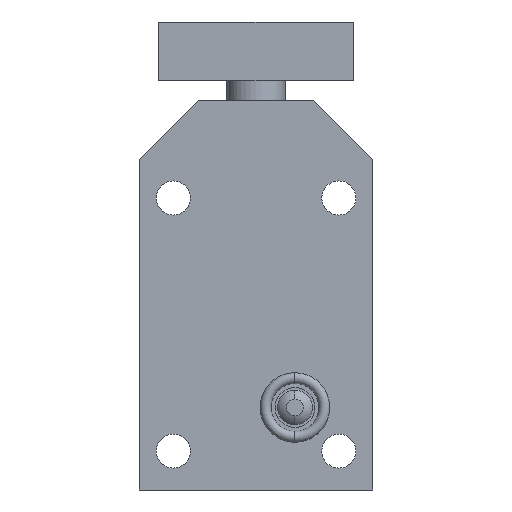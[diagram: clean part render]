
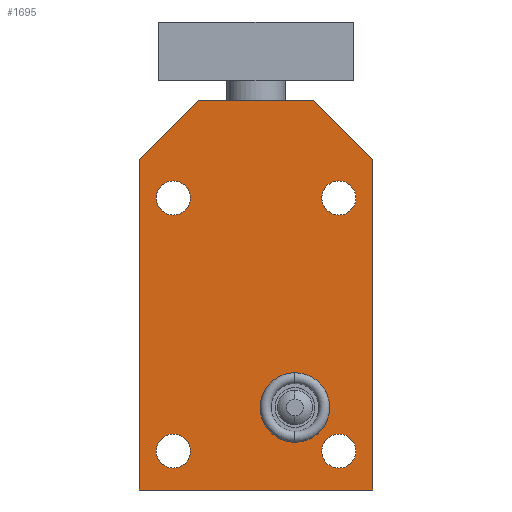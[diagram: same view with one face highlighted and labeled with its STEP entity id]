
A CAD part, front view. The second image highlights one B-rep face of the part: STEP entity #1695.
In plain terms, the highlighted planar face has unit normal (0, -1, 0).
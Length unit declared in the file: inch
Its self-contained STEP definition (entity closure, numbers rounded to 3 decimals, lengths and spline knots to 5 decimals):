
#158=DIRECTION('',(0.,0.,-1.));
#159=VECTOR('',#158,2.12);
#160=CARTESIAN_POINT('',(0.75,-0.488,-0.38));
#161=LINE('',#160,#159);
#162=CARTESIAN_POINT('',(-0.531,-0.488,-0.625));
#163=DIRECTION('',(0.,-1.,0.));
#164=DIRECTION('',(1.,0.,0.));
#165=AXIS2_PLACEMENT_3D('',#162,#163,#164);
#167=CARTESIAN_POINT('',(-0.531,-0.488,-0.625));
#168=DIRECTION('',(0.,-1.,0.));
#169=DIRECTION('',(-1.,0.,0.));
#170=AXIS2_PLACEMENT_3D('',#167,#168,#169);
#172=CARTESIAN_POINT('',(-0.531,-0.488,-2.25));
#173=DIRECTION('',(0.,-1.,0.));
#174=DIRECTION('',(1.,0.,0.));
#175=AXIS2_PLACEMENT_3D('',#172,#173,#174);
#177=CARTESIAN_POINT('',(-0.531,-0.488,-2.25));
#178=DIRECTION('',(0.,-1.,0.));
#179=DIRECTION('',(-1.,0.,0.));
#180=AXIS2_PLACEMENT_3D('',#177,#178,#179);
#182=CARTESIAN_POINT('',(0.532,-0.488,-0.625));
#183=DIRECTION('',(0.,-1.,0.));
#184=DIRECTION('',(1.,0.,0.));
#185=AXIS2_PLACEMENT_3D('',#182,#183,#184);
#187=CARTESIAN_POINT('',(0.532,-0.488,-0.625));
#188=DIRECTION('',(0.,-1.,0.));
#189=DIRECTION('',(-1.,0.,0.));
#190=AXIS2_PLACEMENT_3D('',#187,#188,#189);
#192=CARTESIAN_POINT('',(0.532,-0.488,-2.25));
#193=DIRECTION('',(0.,-1.,0.));
#194=DIRECTION('',(1.,0.,0.));
#195=AXIS2_PLACEMENT_3D('',#192,#193,#194);
#197=CARTESIAN_POINT('',(0.532,-0.488,-2.25));
#198=DIRECTION('',(0.,-1.,0.));
#199=DIRECTION('',(-1.,0.,0.));
#200=AXIS2_PLACEMENT_3D('',#197,#198,#199);
#202=CARTESIAN_POINT('',(0.25,-0.488,-1.97));
#203=DIRECTION('',(0.,-1.,0.));
#204=DIRECTION('',(-1.,0.,0.));
#205=AXIS2_PLACEMENT_3D('',#202,#203,#204);
#207=CARTESIAN_POINT('',(0.25,-0.488,-1.97));
#208=DIRECTION('',(0.,-1.,0.));
#209=DIRECTION('',(1.,0.,0.));
#210=AXIS2_PLACEMENT_3D('',#207,#208,#209);
#212=DIRECTION('',(-1.,0.,0.));
#213=VECTOR('',#212,0.74);
#214=CARTESIAN_POINT('',(0.37,-0.488,0.));
#215=LINE('',#214,#213);
#242=DIRECTION('',(0.707,0.,-0.707));
#243=VECTOR('',#242,0.5374);
#244=CARTESIAN_POINT('',(0.37,-0.488,0.));
#245=LINE('',#244,#243);
#610=DIRECTION('',(-0.707,0.,-0.707));
#611=VECTOR('',#610,0.5374);
#612=CARTESIAN_POINT('',(-0.37,-0.488,0.));
#613=LINE('',#612,#611);
#622=DIRECTION('',(0.,0.,-1.));
#623=VECTOR('',#622,2.12);
#624=CARTESIAN_POINT('',(-0.75,-0.488,-0.38));
#625=LINE('',#624,#623);
#638=DIRECTION('',(-1.,0.,0.));
#639=VECTOR('',#638,1.5);
#640=CARTESIAN_POINT('',(0.75,-0.488,-2.5));
#641=LINE('',#640,#639);
#1273=CARTESIAN_POINT('',(0.75,-0.488,-2.5));
#1274=CARTESIAN_POINT('',(-0.75,-0.488,-2.5));
#1275=VERTEX_POINT('',#1273);
#1276=VERTEX_POINT('',#1274);
#1277=CARTESIAN_POINT('',(-0.4215,-0.488,-0.625));
#1278=CARTESIAN_POINT('',(-0.6405,-0.488,-0.625));
#1279=VERTEX_POINT('',#1277);
#1280=VERTEX_POINT('',#1278);
#1293=CARTESIAN_POINT('',(-0.4215,-0.488,-2.25));
#1294=CARTESIAN_POINT('',(-0.6405,-0.488,-2.25));
#1295=VERTEX_POINT('',#1293);
#1296=VERTEX_POINT('',#1294);
#1297=CARTESIAN_POINT('',(0.6415,-0.488,-0.625));
#1298=CARTESIAN_POINT('',(0.4225,-0.488,-0.625));
#1299=VERTEX_POINT('',#1297);
#1300=VERTEX_POINT('',#1298);
#1301=CARTESIAN_POINT('',(0.6415,-0.488,-2.25));
#1302=CARTESIAN_POINT('',(0.4225,-0.488,-2.25));
#1303=VERTEX_POINT('',#1301);
#1304=VERTEX_POINT('',#1302);
#1354=CARTESIAN_POINT('',(0.37,-0.488,0.));
#1356=VERTEX_POINT('',#1354);
#1358=CARTESIAN_POINT('',(0.75,-0.488,-0.38));
#1360=VERTEX_POINT('',#1358);
#1361=CARTESIAN_POINT('',(-0.37,-0.488,0.));
#1363=VERTEX_POINT('',#1361);
#1365=CARTESIAN_POINT('',(-0.75,-0.488,-0.38));
#1367=VERTEX_POINT('',#1365);
#1415=CARTESIAN_POINT('',(0.0265,-0.488,-1.97));
#1416=CARTESIAN_POINT('',(0.4735,-0.488,-1.97));
#1417=VERTEX_POINT('',#1415);
#1418=VERTEX_POINT('',#1416);
#1647=CARTESIAN_POINT('',(0.75,-0.488,0.));
#1648=DIRECTION('',(0.,-1.,0.));
#1649=DIRECTION('',(-1.,0.,0.));
#1650=AXIS2_PLACEMENT_3D('',#1647,#1648,#1649);
#1651=PLANE('',#1650);
#1653=ORIENTED_EDGE('',*,*,#1652,.F.);
#1655=ORIENTED_EDGE('',*,*,#1654,.T.);
#1657=ORIENTED_EDGE('',*,*,#1656,.T.);
#1659=ORIENTED_EDGE('',*,*,#1658,.T.);
#1661=ORIENTED_EDGE('',*,*,#1660,.F.);
#1663=ORIENTED_EDGE('',*,*,#1662,.F.);
#1664=EDGE_LOOP('',(#1653,#1655,#1657,#1659,#1661,#1663));
#1665=FACE_OUTER_BOUND('',#1664,.F.);
#1667=ORIENTED_EDGE('',*,*,#1666,.T.);
#1669=ORIENTED_EDGE('',*,*,#1668,.T.);
#1670=EDGE_LOOP('',(#1667,#1669));
#1671=FACE_BOUND('',#1670,.F.);
#1673=ORIENTED_EDGE('',*,*,#1672,.T.);
#1675=ORIENTED_EDGE('',*,*,#1674,.T.);
#1676=EDGE_LOOP('',(#1673,#1675));
#1677=FACE_BOUND('',#1676,.F.);
#1679=ORIENTED_EDGE('',*,*,#1678,.T.);
#1681=ORIENTED_EDGE('',*,*,#1680,.T.);
#1682=EDGE_LOOP('',(#1679,#1681));
#1683=FACE_BOUND('',#1682,.F.);
#1685=ORIENTED_EDGE('',*,*,#1684,.T.);
#1687=ORIENTED_EDGE('',*,*,#1686,.T.);
#1688=EDGE_LOOP('',(#1685,#1687));
#1689=FACE_BOUND('',#1688,.F.);
#1690=ORIENTED_EDGE('',*,*,#1637,.T.);
#1692=ORIENTED_EDGE('',*,*,#1691,.T.);
#1693=EDGE_LOOP('',(#1690,#1692));
#1694=FACE_BOUND('',#1693,.F.);
#166=CIRCLE('',#165,0.1095);
#171=CIRCLE('',#170,0.1095);
#176=CIRCLE('',#175,0.1095);
#181=CIRCLE('',#180,0.1095);
#186=CIRCLE('',#185,0.1095);
#191=CIRCLE('',#190,0.1095);
#196=CIRCLE('',#195,0.1095);
#201=CIRCLE('',#200,0.1095);
#206=CIRCLE('',#205,0.2235);
#211=CIRCLE('',#210,0.2235);
#1637=EDGE_CURVE('',#1417,#1418,#206,.T.);
#1652=EDGE_CURVE('',#1356,#1363,#215,.T.);
#1654=EDGE_CURVE('',#1356,#1360,#245,.T.);
#1656=EDGE_CURVE('',#1360,#1275,#161,.T.);
#1658=EDGE_CURVE('',#1275,#1276,#641,.T.);
#1660=EDGE_CURVE('',#1367,#1276,#625,.T.);
#1662=EDGE_CURVE('',#1363,#1367,#613,.T.);
#1666=EDGE_CURVE('',#1279,#1280,#166,.T.);
#1668=EDGE_CURVE('',#1280,#1279,#171,.T.);
#1672=EDGE_CURVE('',#1295,#1296,#176,.T.);
#1674=EDGE_CURVE('',#1296,#1295,#181,.T.);
#1678=EDGE_CURVE('',#1299,#1300,#186,.T.);
#1680=EDGE_CURVE('',#1300,#1299,#191,.T.);
#1684=EDGE_CURVE('',#1303,#1304,#196,.T.);
#1686=EDGE_CURVE('',#1304,#1303,#201,.T.);
#1691=EDGE_CURVE('',#1418,#1417,#211,.T.);
#1695=ADVANCED_FACE('',(#1665,#1671,#1677,#1683,#1689,#1694),#1651,.T.);
